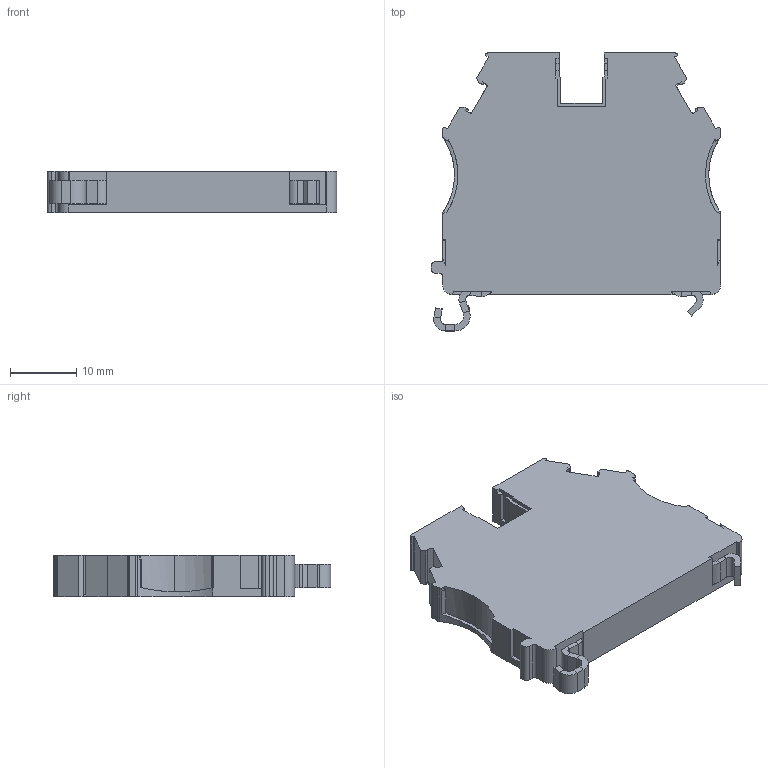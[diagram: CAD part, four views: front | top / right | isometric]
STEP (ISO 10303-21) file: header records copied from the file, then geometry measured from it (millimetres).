
FILE_DESCRIPTION (( 'STEP AP214' ), '1' );
FILE_NAME ('334180_AVK 4TRD.STP', '2015-08-06T13:41:31', ( '' ), ( '' ), 'SwSTEP 2.0', 'SolidWorks 2015', '' );
FILE_SCHEMA (( 'AUTOMOTIVE_DESIGN' ));
Length unit declared in the file: millimetre
Products named in the file (1): 334180_AVK 4TRD
Bounding box: 43.7 x 42 x 6.2 mm (x, y, z)
Volume: 8290.6 mm3; surface area: 4012.3 mm2
Topology: 1 solids, 1 shells, 210 faces, 582 edges, 378 vertices
Faces by surface type: plane 146, cylinder 64
Entity records: 7958 total; most frequent: CARTESIAN_POINT 1254, ORIENTED_EDGE 1164, DIRECTION 1124, EDGE_CURVE 582, VECTOR 440, LINE 440, VERTEX_POINT 378, AXIS2_PLACEMENT_3D 342
